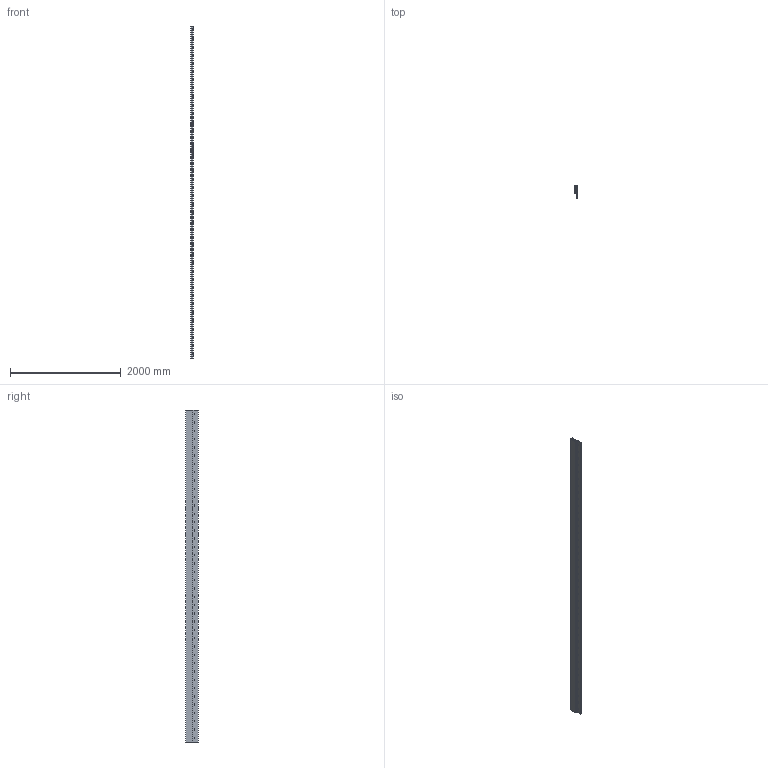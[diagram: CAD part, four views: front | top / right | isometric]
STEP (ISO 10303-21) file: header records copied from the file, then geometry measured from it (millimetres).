
FILE_DESCRIPTION (( 'STEP AP203' ), '1' );
FILE_NAME ('80100-ALU.STEP', '2018-05-14T12:05:35', ( '' ), ( '' ), 'SwSTEP 2.0', 'SolidWorks 2015', '' );
FILE_SCHEMA (( 'CONFIG_CONTROL_DESIGN' ));
Length unit declared in the file: millimetre
Products named in the file (1): 80100-ALU
Bounding box: 47 x 227.5 x 6000 mm (x, y, z)
Volume: 24900221.6 mm3; surface area: 4721080.6 mm2
Topology: 1 solids, 1 shells, 412 faces, 1152 edges, 768 vertices
Faces by surface type: plane 217, bspline 99, cylinder 96
Entity records: 19167 total; most frequent: CARTESIAN_POINT 8808, ORIENTED_EDGE 2304, DIRECTION 1774, EDGE_CURVE 1152, VERTEX_POINT 768, LINE 762, VECTOR 762, EDGE_LOOP 518
